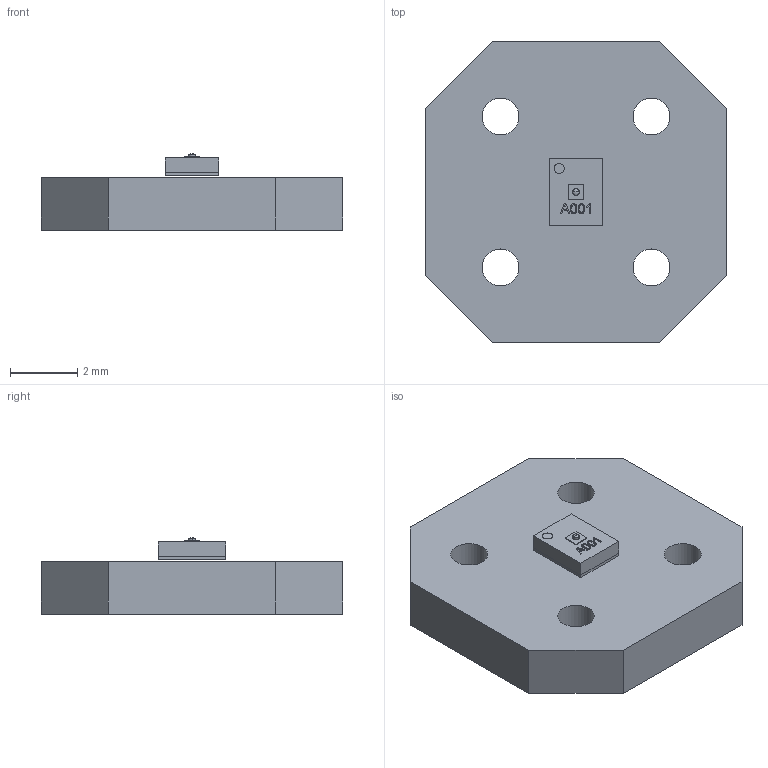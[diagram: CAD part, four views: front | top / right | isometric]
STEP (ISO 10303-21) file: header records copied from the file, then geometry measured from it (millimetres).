
FILE_DESCRIPTION(('KiCad electronic assembly'),'2;1');
FILE_NAME('dpoint.step','2023-07-02T13:08:05',('Pcbnew'),('Kicad'), 'Open CASCADE STEP processor 7.6','KiCad to STEP converter','Unknown' );
FILE_SCHEMA(('AUTOMOTIVE_DESIGN { 1 0 10303 214 1 1 1 1 }'));
Length unit declared in the file: millimetre
Products named in the file (4): dpoint 1; ForceSensor(HSFPAR003A); COMPOUND; dpoint PCB
Assembly tree (3 placements, depth 3):
  dpoint 1
    ForceSensor(HSFPAR003A)
      COMPOUND
    dpoint PCB
Bounding box: 9 x 9 x 2.28 mm (x, y, z)
Volume: 111 mm3; surface area: 228.2 mm2
Topology: 9 solids, 9 shells, 117 faces, 268 edges, 179 vertices
Faces by surface type: plane 83, bspline 24, cylinder 8, sphere 2
Full cylindrical faces by diameter (mm): 1.1 x4
Entity records: 8835 total; most frequent: CARTESIAN_POINT 3516, DIRECTION 862, LINE 620, VECTOR 620, ORIENTED_EDGE 536, PCURVE 536, DEFINITIONAL_REPRESENTATION 536, EDGE_CURVE 268
